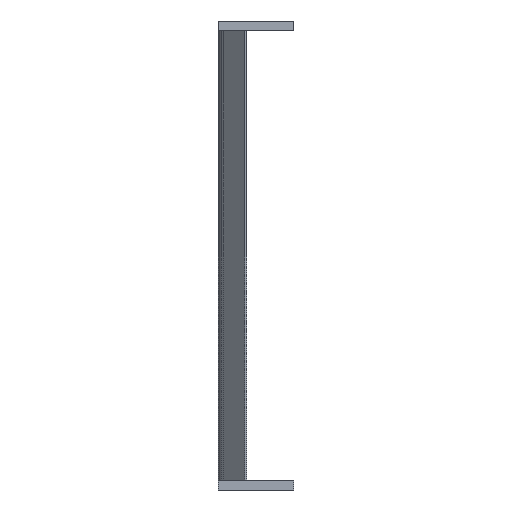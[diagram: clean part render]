
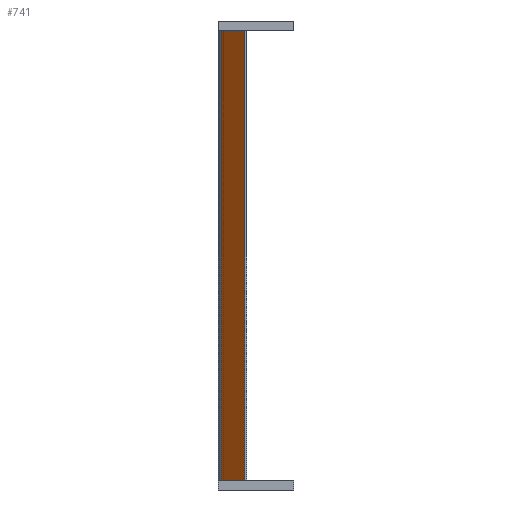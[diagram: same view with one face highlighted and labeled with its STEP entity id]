
A CAD part, left-side view. The second image highlights one B-rep face of the part: STEP entity #741.
In plain terms, the highlighted planar face has unit normal (-0.707, 0.707, 0).
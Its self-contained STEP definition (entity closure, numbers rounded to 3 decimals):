
#38 = EDGE_CURVE ( 'NONE', #871, #449, #751, .T. ) ;
#40 = DIRECTION ( 'NONE',  ( 0.707, 0.707, 0. ) ) ;
#49 = CARTESIAN_POINT ( 'NONE',  ( -22.685, -7.725, -150. ) ) ;
#56 = CARTESIAN_POINT ( 'NONE',  ( -22.685, -7.725, -150. ) ) ;
#70 = VECTOR ( 'NONE', #759, 1000. ) ;
#116 = LINE ( 'NONE', #856, #466 ) ;
#138 = EDGE_CURVE ( 'NONE', #244, #891, #116, .T. ) ;
#241 = LINE ( 'NONE', #56, #70 ) ;
#244 = VERTEX_POINT ( 'NONE', #475 ) ;
#321 = EDGE_CURVE ( 'NONE', #449, #891, #790, .T. ) ;
#354 = EDGE_LOOP ( 'NONE', ( #672, #363, #815, #841 ) ) ;
#363 = ORIENTED_EDGE ( 'NONE', *, *, #38, .F. ) ;
#412 = DIRECTION ( 'NONE',  ( 0., 0., -1. ) ) ;
#449 = VERTEX_POINT ( 'NONE', #713 ) ;
#466 = VECTOR ( 'NONE', #634, 1000. ) ;
#475 = CARTESIAN_POINT ( 'NONE',  ( -22.685, -7.725, 0. ) ) ;
#492 = VECTOR ( 'NONE', #614, 1000. ) ;
#565 = CARTESIAN_POINT ( 'NONE',  ( -22.685, -7.725, -150. ) ) ;
#607 = CARTESIAN_POINT ( 'NONE',  ( -14.839, 0.121, -150. ) ) ;
#614 = DIRECTION ( 'NONE',  ( 0., 0., 1. ) ) ;
#626 = AXIS2_PLACEMENT_3D ( 'NONE', #675, #832, #412 ) ;
#634 = DIRECTION ( 'NONE',  ( 0.707, 0.707, 0. ) ) ;
#672 = ORIENTED_EDGE ( 'NONE', *, *, #321, .F. ) ;
#675 = CARTESIAN_POINT ( 'NONE',  ( -22.685, -7.725, -150. ) ) ;
#677 = PLANE ( 'NONE',  #626 ) ;
#697 = FACE_OUTER_BOUND ( 'NONE', #354, .T. ) ;
#711 = CARTESIAN_POINT ( 'NONE',  ( -14.839, 0.121, 0. ) ) ;
#713 = CARTESIAN_POINT ( 'NONE',  ( -14.839, 0.121, -150. ) ) ;
#741 = ADVANCED_FACE ( 'NONE', ( #697 ), #677, .F. ) ;
#751 = LINE ( 'NONE', #49, #834 ) ;
#757 = EDGE_CURVE ( 'NONE', #871, #244, #241, .T. ) ;
#759 = DIRECTION ( 'NONE',  ( 0., 0., 1. ) ) ;
#790 = LINE ( 'NONE', #607, #492 ) ;
#815 = ORIENTED_EDGE ( 'NONE', *, *, #757, .T. ) ;
#832 = DIRECTION ( 'NONE',  ( 0.707, -0.707, 0. ) ) ;
#834 = VECTOR ( 'NONE', #40, 1000. ) ;
#841 = ORIENTED_EDGE ( 'NONE', *, *, #138, .T. ) ;
#856 = CARTESIAN_POINT ( 'NONE',  ( -22.685, -7.725, 0. ) ) ;
#871 = VERTEX_POINT ( 'NONE', #565 ) ;
#891 = VERTEX_POINT ( 'NONE', #711 ) ;
